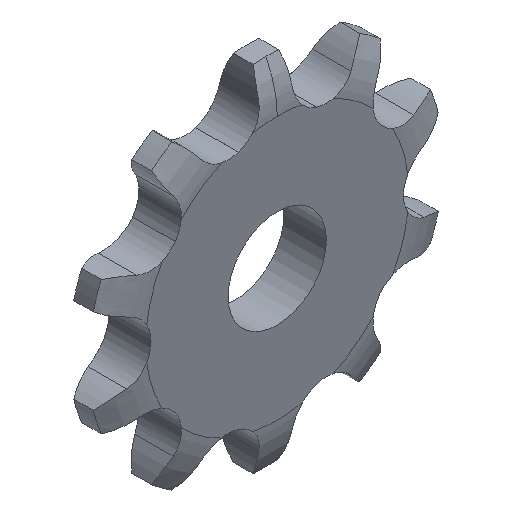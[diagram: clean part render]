
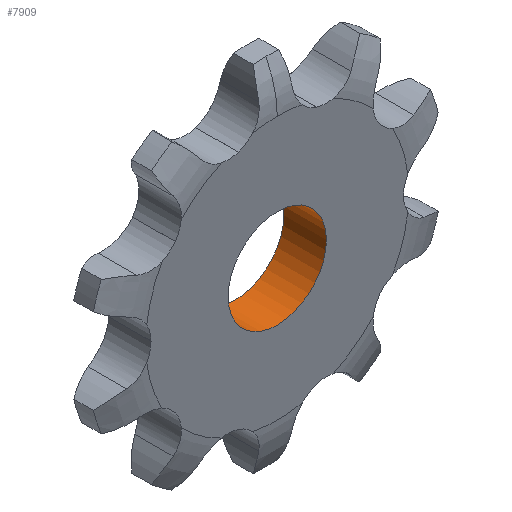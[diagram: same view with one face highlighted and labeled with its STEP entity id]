
A CAD part, isometric view. The second image highlights one B-rep face of the part: STEP entity #7909.
In plain terms, the highlighted cylindrical face has radius 3 mm (diameter 6 mm), a full revolution.
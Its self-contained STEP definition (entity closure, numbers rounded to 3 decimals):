
#44 = PLANE('',#45);
#45 = AXIS2_PLACEMENT_3D('',#46,#47,#48);
#46 = CARTESIAN_POINT('',(0.,0.,
    0.));
#47 = DIRECTION('',(0.,1.,0.));
#48 = DIRECTION('',(0.,0.,-1.));
#100 = PLANE('',#101);
#101 = AXIS2_PLACEMENT_3D('',#102,#103,#104);
#102 = CARTESIAN_POINT('',(0.,-2.6,0.)
  );
#103 = DIRECTION('',(0.,-1.,0.));
#104 = DIRECTION('',(0.,0.,1.));
#1731 = EDGE_CURVE('',#1732,#1732,#1734,.T.);
#1732 = VERTEX_POINT('',#1733);
#1733 = CARTESIAN_POINT('',(3.,0.,0.));
#1734 = SURFACE_CURVE('',#1735,(#1740,#1751),.PCURVE_S1.);
#1735 = CIRCLE('',#1736,3.);
#1736 = AXIS2_PLACEMENT_3D('',#1737,#1738,#1739);
#1737 = CARTESIAN_POINT('',(0.,0.,0.));
#1738 = DIRECTION('',(0.,-1.,0.));
#1739 = DIRECTION('',(1.,0.,0.));
#1740 = PCURVE('',#44,#1741);
#1741 = DEFINITIONAL_REPRESENTATION('',(#1742),#1750);
#1742 = ( BOUNDED_CURVE() B_SPLINE_CURVE(2,(#1743,#1744,#1745,#1746,
#1747,#1748,#1749),.UNSPECIFIED.,.T.,.F.) B_SPLINE_CURVE_WITH_KNOTS((1,2
    ,2,2,2,1),(-2.094,0.,2.094,4.189,
6.283,8.378),.UNSPECIFIED.) CURVE() 
GEOMETRIC_REPRESENTATION_ITEM() RATIONAL_B_SPLINE_CURVE((1.,0.5,1.,0.5,
1.,0.5,1.)) REPRESENTATION_ITEM('') );
#1743 = CARTESIAN_POINT('',(0.,-3.));
#1744 = CARTESIAN_POINT('',(-5.196,-3.));
#1745 = CARTESIAN_POINT('',(-2.598,1.5));
#1746 = CARTESIAN_POINT('',(0.,6.));
#1747 = CARTESIAN_POINT('',(2.598,1.5));
#1748 = CARTESIAN_POINT('',(5.196,-3.));
#1749 = CARTESIAN_POINT('',(0.,-3.));
#1750 = ( GEOMETRIC_REPRESENTATION_CONTEXT(2) 
PARAMETRIC_REPRESENTATION_CONTEXT() REPRESENTATION_CONTEXT('2D SPACE',''
  ) );
#1751 = PCURVE('',#1752,#1757);
#1752 = CYLINDRICAL_SURFACE('',#1753,3.);
#1753 = AXIS2_PLACEMENT_3D('',#1754,#1755,#1756);
#1754 = CARTESIAN_POINT('',(0.,0.,0.));
#1755 = DIRECTION('',(0.,1.,0.));
#1756 = DIRECTION('',(1.,0.,0.));
#1757 = DEFINITIONAL_REPRESENTATION('',(#1758),#1762);
#1758 = LINE('',#1759,#1760);
#1759 = CARTESIAN_POINT('',(-0.,0.));
#1760 = VECTOR('',#1761,1.);
#1761 = DIRECTION('',(-1.,0.));
#1762 = ( GEOMETRIC_REPRESENTATION_CONTEXT(2) 
PARAMETRIC_REPRESENTATION_CONTEXT() REPRESENTATION_CONTEXT('2D SPACE',''
  ) );
#3075 = EDGE_CURVE('',#3076,#3076,#3078,.T.);
#3076 = VERTEX_POINT('',#3077);
#3077 = CARTESIAN_POINT('',(3.,-2.6,0.));
#3078 = SURFACE_CURVE('',#3079,(#3084,#3095),.PCURVE_S1.);
#3079 = CIRCLE('',#3080,3.);
#3080 = AXIS2_PLACEMENT_3D('',#3081,#3082,#3083);
#3081 = CARTESIAN_POINT('',(0.,-2.6,0.));
#3082 = DIRECTION('',(-0.,1.,0.));
#3083 = DIRECTION('',(1.,0.,0.));
#3084 = PCURVE('',#100,#3085);
#3085 = DEFINITIONAL_REPRESENTATION('',(#3086),#3094);
#3086 = ( BOUNDED_CURVE() B_SPLINE_CURVE(2,(#3087,#3088,#3089,#3090,
#3091,#3092,#3093),.UNSPECIFIED.,.T.,.F.) B_SPLINE_CURVE_WITH_KNOTS((1,2
    ,2,2,2,1),(-2.094,0.,2.094,4.189,
6.283,8.378),.UNSPECIFIED.) CURVE() 
GEOMETRIC_REPRESENTATION_ITEM() RATIONAL_B_SPLINE_CURVE((1.,0.5,1.,0.5,
1.,0.5,1.)) REPRESENTATION_ITEM('') );
#3087 = CARTESIAN_POINT('',(0.,-3.));
#3088 = CARTESIAN_POINT('',(-5.196,-3.));
#3089 = CARTESIAN_POINT('',(-2.598,1.5));
#3090 = CARTESIAN_POINT('',(0.,6.));
#3091 = CARTESIAN_POINT('',(2.598,1.5));
#3092 = CARTESIAN_POINT('',(5.196,-3.));
#3093 = CARTESIAN_POINT('',(0.,-3.));
#3094 = ( GEOMETRIC_REPRESENTATION_CONTEXT(2) 
PARAMETRIC_REPRESENTATION_CONTEXT() REPRESENTATION_CONTEXT('2D SPACE',''
  ) );
#3095 = PCURVE('',#1752,#3096);
#3096 = DEFINITIONAL_REPRESENTATION('',(#3097),#3101);
#3097 = LINE('',#3098,#3099);
#3098 = CARTESIAN_POINT('',(-6.283,-2.6));
#3099 = VECTOR('',#3100,1.);
#3100 = DIRECTION('',(1.,-0.));
#3101 = ( GEOMETRIC_REPRESENTATION_CONTEXT(2) 
PARAMETRIC_REPRESENTATION_CONTEXT() REPRESENTATION_CONTEXT('2D SPACE',''
  ) );
#7909 = ADVANCED_FACE('',(#7910),#1752,.F.);
#7910 = FACE_BOUND('',#7911,.T.);
#7911 = EDGE_LOOP('',(#7912,#7913,#7934,#7935));
#7912 = ORIENTED_EDGE('',*,*,#1731,.F.);
#7913 = ORIENTED_EDGE('',*,*,#7914,.T.);
#7914 = EDGE_CURVE('',#1732,#3076,#7915,.T.);
#7915 = SEAM_CURVE('',#7916,(#7920,#7927),.PCURVE_S1.);
#7916 = LINE('',#7917,#7918);
#7917 = CARTESIAN_POINT('',(3.,0.,0.));
#7918 = VECTOR('',#7919,1.);
#7919 = DIRECTION('',(0.,-1.,0.));
#7920 = PCURVE('',#1752,#7921);
#7921 = DEFINITIONAL_REPRESENTATION('',(#7922),#7926);
#7922 = LINE('',#7923,#7924);
#7923 = CARTESIAN_POINT('',(-6.283,0.));
#7924 = VECTOR('',#7925,1.);
#7925 = DIRECTION('',(-0.,-1.));
#7926 = ( GEOMETRIC_REPRESENTATION_CONTEXT(2) 
PARAMETRIC_REPRESENTATION_CONTEXT() REPRESENTATION_CONTEXT('2D SPACE',''
  ) );
#7927 = PCURVE('',#1752,#7928);
#7928 = DEFINITIONAL_REPRESENTATION('',(#7929),#7933);
#7929 = LINE('',#7930,#7931);
#7930 = CARTESIAN_POINT('',(-0.,0.));
#7931 = VECTOR('',#7932,1.);
#7932 = DIRECTION('',(-0.,-1.));
#7933 = ( GEOMETRIC_REPRESENTATION_CONTEXT(2) 
PARAMETRIC_REPRESENTATION_CONTEXT() REPRESENTATION_CONTEXT('2D SPACE',''
  ) );
#7934 = ORIENTED_EDGE('',*,*,#3075,.F.);
#7935 = ORIENTED_EDGE('',*,*,#7914,.F.);
